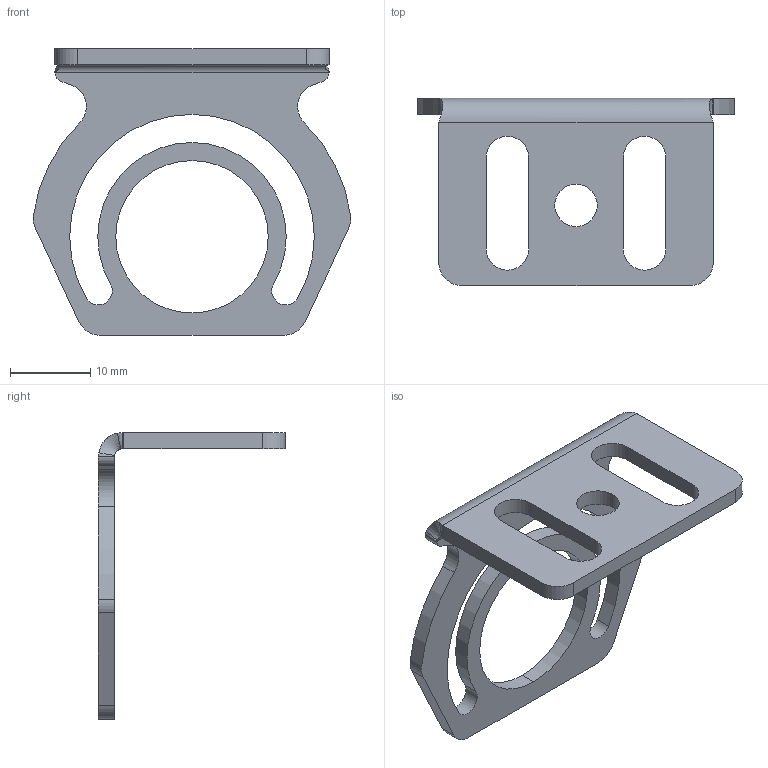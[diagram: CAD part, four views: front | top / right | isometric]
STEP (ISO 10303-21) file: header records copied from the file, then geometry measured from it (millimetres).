
FILE_DESCRIPTION (( 'STEP AP203' ), '1' );
FILE_NAME ('CAFX02.step', '2021-06-09T14:37:38', ( '' ), ( '' ), 'SwSTEP 2.0', 'SolidWorks 2021', '' );
FILE_SCHEMA (( 'CONFIG_CONTROL_DESIGN' ));
Length unit declared in the file: inch
Products named in the file (1): CAFX02
Bounding box: 39.59 x 23.33 x 35.73 mm (x, y, z)
Volume: 2413.6 mm3; surface area: 3334.1 mm2
Topology: 1 solids, 1 shells, 54 faces, 148 edges, 96 vertices
Faces by surface type: cylinder 30, plane 16, bspline 8
Entity records: 3239 total; most frequent: CARTESIAN_POINT 1771, ORIENTED_EDGE 296, DIRECTION 282, EDGE_CURVE 148, AXIS2_PLACEMENT_3D 103, VERTEX_POINT 96, VECTOR 76, LINE 76
